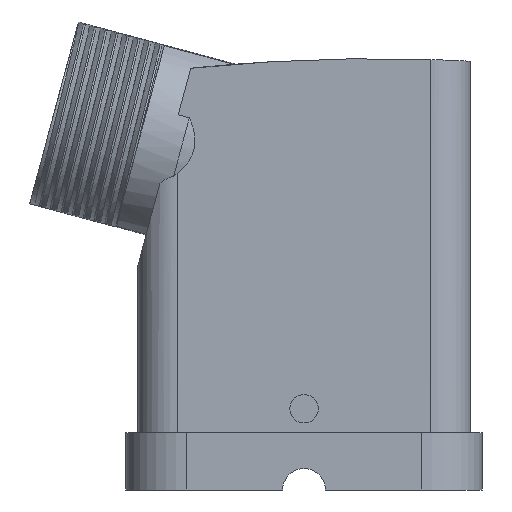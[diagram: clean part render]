
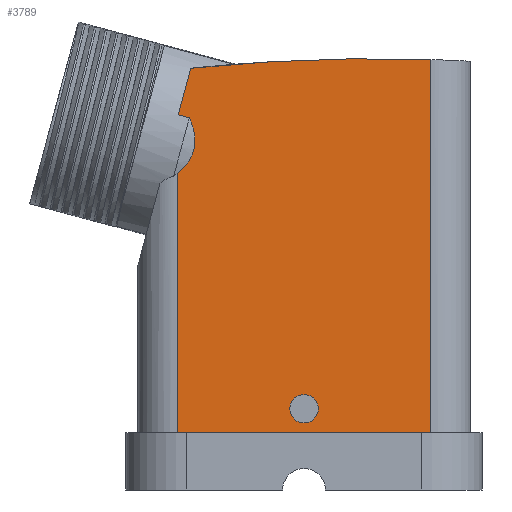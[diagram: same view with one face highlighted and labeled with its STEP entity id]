
A CAD part, left-side view. The second image highlights one B-rep face of the part: STEP entity #3789.
In plain terms, the highlighted planar face has unit normal (-1, 0, 0).
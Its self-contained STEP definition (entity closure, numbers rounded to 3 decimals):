
#3721=AXIS2_PLACEMENT_3D('Plane Axis2P3D',#3718,#3719,#3720) ;
#3732=AXIS2_PLACEMENT_3D('Circle Axis2P3D',#3730,#3731,$) ;
#3773=AXIS2_PLACEMENT_3D('Circle Axis2P3D',#3771,#3772,$) ;
#3782=AXIS2_PLACEMENT_3D('Circle Axis2P3D',#3780,#3781,$) ;
#3223=CARTESIAN_POINT('Vertex',(4.,7.2,8.)) ;
#3226=CARTESIAN_POINT('Line Origine',(4.,25.,8.)) ;
#3230=CARTESIAN_POINT('Vertex',(4.,42.8,8.)) ;
#3703=CARTESIAN_POINT('Vertex',(4.,7.2,60.378)) ;
#3706=CARTESIAN_POINT('Line Origine',(4.,7.2,33.5)) ;
#3718=CARTESIAN_POINT('Axis2P3D Location',(4.,25.,6.5)) ;
#3723=CARTESIAN_POINT('Line Origine',(4.,42.8,26.191)) ;
#3727=CARTESIAN_POINT('Vertex',(4.,42.8,44.383)) ;
#3730=CARTESIAN_POINT('Axis2P3D Location',(4.,15.,-189.5)) ;
#3734=CARTESIAN_POINT('Vertex',(4.,40.89,59.156)) ;
#3737=CARTESIAN_POINT('Line Origine',(4.,41.766,55.886)) ;
#3741=CARTESIAN_POINT('Vertex',(4.,42.642,52.616)) ;
#3744=CARTESIAN_POINT('Line Origine',(4.,41.869,52.409)) ;
#3748=CARTESIAN_POINT('Vertex',(4.,41.096,52.202)) ;
#3752=CARTESIAN_POINT('Control Point',(4.,42.8,44.383)) ;
#3753=CARTESIAN_POINT('Control Point',(4.,41.315,45.57)) ;
#3754=CARTESIAN_POINT('Control Point',(4.,40.432,46.826)) ;
#3755=CARTESIAN_POINT('Control Point',(4.,40.046,48.186)) ;
#3756=CARTESIAN_POINT('Control Point',(4.,40.148,49.826)) ;
#3757=CARTESIAN_POINT('Control Point',(4.,40.898,51.746)) ;
#3758=CARTESIAN_POINT('Control Point',(4.,40.96,51.896)) ;
#3759=CARTESIAN_POINT('Control Point',(4.,41.026,52.048)) ;
#3760=CARTESIAN_POINT('Control Point',(4.,41.096,52.202)) ;
#3771=CARTESIAN_POINT('Axis2P3D Location',(4.,25.,11.4)) ;
#3775=CARTESIAN_POINT('Vertex',(4.,23.,11.4)) ;
#3777=CARTESIAN_POINT('Vertex',(4.,27.,11.4)) ;
#3780=CARTESIAN_POINT('Axis2P3D Location',(4.,25.,11.4)) ;
#3227=DIRECTION('Vector Direction',(0.,-1.,0.)) ;
#3707=DIRECTION('Vector Direction',(0.,0.,-1.)) ;
#3719=DIRECTION('Axis2P3D Direction',(-1.,0.,0.)) ;
#3720=DIRECTION('Axis2P3D XDirection',(0.,-1.,0.)) ;
#3724=DIRECTION('Vector Direction',(0.,0.,1.)) ;
#3731=DIRECTION('Axis2P3D Direction',(-1.,0.,0.)) ;
#3738=DIRECTION('Vector Direction',(0.,-0.259,0.966)) ;
#3745=DIRECTION('Vector Direction',(0.,0.966,0.259)) ;
#3772=DIRECTION('Axis2P3D Direction',(-1.,0.,0.)) ;
#3781=DIRECTION('Axis2P3D Direction',(-1.,0.,0.)) ;
#3228=VECTOR('Line Direction',#3227,1.) ;
#3708=VECTOR('Line Direction',#3707,1.) ;
#3725=VECTOR('Line Direction',#3724,1.) ;
#3739=VECTOR('Line Direction',#3738,1.) ;
#3746=VECTOR('Line Direction',#3745,1.) ;
#3763=ORIENTED_EDGE('',*,*,#3729,.T.) ;
#3764=ORIENTED_EDGE('',*,*,#3232,.T.) ;
#3765=ORIENTED_EDGE('',*,*,#3710,.T.) ;
#3766=ORIENTED_EDGE('',*,*,#3736,.T.) ;
#3767=ORIENTED_EDGE('',*,*,#3743,.T.) ;
#3768=ORIENTED_EDGE('',*,*,#3750,.F.) ;
#3769=ORIENTED_EDGE('',*,*,#3761,.F.) ;
#3786=ORIENTED_EDGE('',*,*,#3779,.F.) ;
#3787=ORIENTED_EDGE('',*,*,#3784,.F.) ;
#3788=FACE_BOUND('',#3785,.T.) ;
#3789=ADVANCED_FACE('Hauptk\X2\00F6\X0\rper',(#3770,#3788),#3722,.T.) ;
#3751=B_SPLINE_CURVE_WITH_KNOTS('',5,(#3752,#3753,#3754,#3755,#3756,#3757,#3758,#3759,#3760),.UNSPECIFIED.,.F.,.U.,(6,3,6),(0.,53.833,58.352),.UNSPECIFIED.) ;
#3733=CIRCLE('generated circle',#3732,250.) ;
#3774=CIRCLE('generated circle',#3773,2.) ;
#3783=CIRCLE('generated circle',#3782,2.) ;
#3232=EDGE_CURVE('',#3231,#3224,#3229,.T.) ;
#3710=EDGE_CURVE('',#3224,#3704,#3709,.F.) ;
#3729=EDGE_CURVE('',#3728,#3231,#3726,.F.) ;
#3736=EDGE_CURVE('',#3704,#3735,#3733,.T.) ;
#3743=EDGE_CURVE('',#3735,#3742,#3740,.F.) ;
#3750=EDGE_CURVE('',#3749,#3742,#3747,.T.) ;
#3761=EDGE_CURVE('',#3728,#3749,#3751,.T.) ;
#3779=EDGE_CURVE('',#3776,#3778,#3774,.T.) ;
#3784=EDGE_CURVE('',#3778,#3776,#3783,.T.) ;
#3762=EDGE_LOOP('',(#3763,#3764,#3765,#3766,#3767,#3768,#3769)) ;
#3785=EDGE_LOOP('',(#3786,#3787)) ;
#3770=FACE_OUTER_BOUND('',#3762,.T.) ;
#3229=LINE('Line',#3226,#3228) ;
#3709=LINE('Line',#3706,#3708) ;
#3726=LINE('Line',#3723,#3725) ;
#3740=LINE('Line',#3737,#3739) ;
#3747=LINE('Line',#3744,#3746) ;
#3722=PLANE('',#3721) ;
#3224=VERTEX_POINT('',#3223) ;
#3231=VERTEX_POINT('',#3230) ;
#3704=VERTEX_POINT('',#3703) ;
#3728=VERTEX_POINT('',#3727) ;
#3735=VERTEX_POINT('',#3734) ;
#3742=VERTEX_POINT('',#3741) ;
#3749=VERTEX_POINT('',#3748) ;
#3776=VERTEX_POINT('',#3775) ;
#3778=VERTEX_POINT('',#3777) ;
